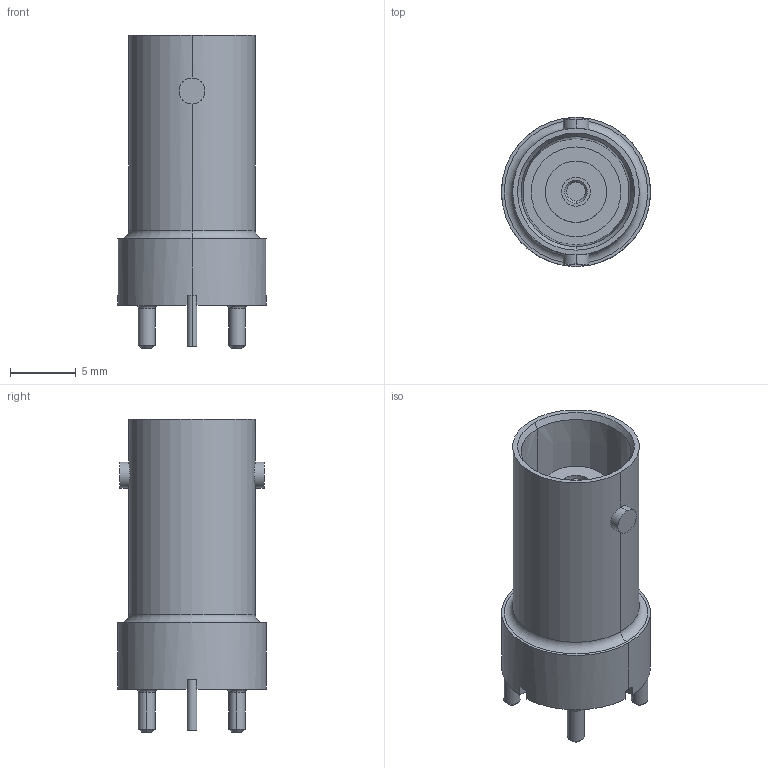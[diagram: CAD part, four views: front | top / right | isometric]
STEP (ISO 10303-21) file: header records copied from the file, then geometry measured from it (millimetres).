
FILE_DESCRIPTION((''),'2;1');
FILE_NAME('C-5413969-2','2014-10-17T',('workeradm'),('Tyco Electronics Ltd.'),'PRO/ENGINEER BY PARAMETRIC TECHNOLOGY CORPORATION, 2014090','PRO/ENGINEER BY PARAMETRIC TECHNOLOGY CORPORATION, 2014090','');
FILE_SCHEMA(('AUTOMOTIVE_DESIGN { 1 0 10303 214 1 1 1 1 }'));
Length unit declared in the file: millimetre
Products named in the file (1): C-5413969-2
Bounding box: 11.35 x 11.35 x 23.88 mm (x, y, z)
Volume: 1270.5 mm3; surface area: 1269 mm2
Topology: 1 solids, 1 shells, 86 faces, 202 edges, 126 vertices
Faces by surface type: plane 32, cylinder 30, cone 14, torus 10
Entity records: 2779 total; most frequent: CARTESIAN_POINT 540, DIRECTION 482, ORIENTED_EDGE 404, AXIS2_PLACEMENT_3D 202, EDGE_CURVE 202, COLOUR_RGB 127, VERTEX_POINT 126, CIRCLE 116
